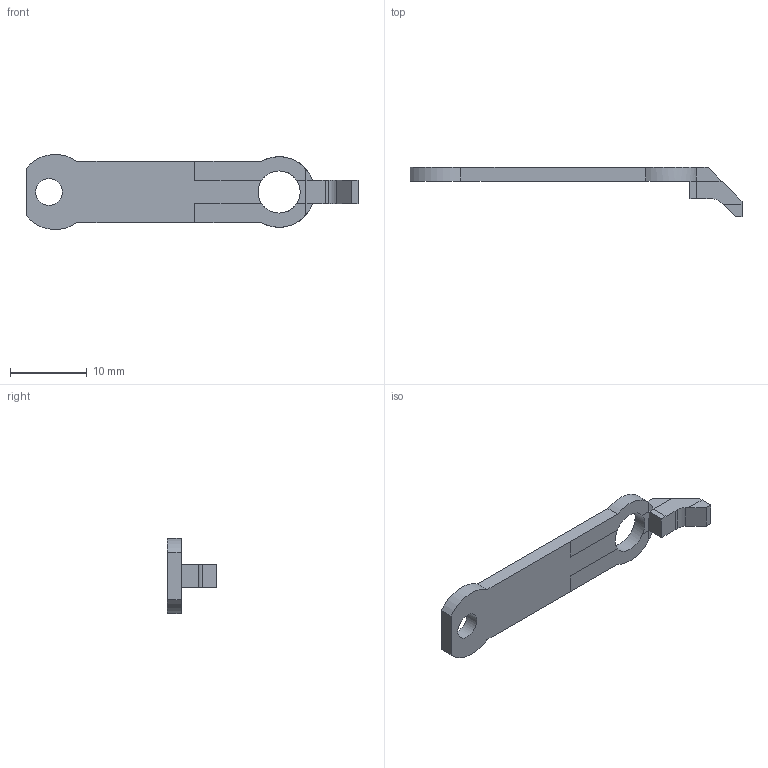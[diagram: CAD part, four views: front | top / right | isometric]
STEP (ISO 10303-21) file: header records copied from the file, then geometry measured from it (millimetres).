
FILE_DESCRIPTION(('FreeCAD Model'),'2;1');
FILE_NAME('Open CASCADE Shape Model','2023-09-04T17:15:08',(''),(''), 'Open CASCADE STEP processor 7.6','FreeCAD','Unknown');
FILE_SCHEMA(('AUTOMOTIVE_DESIGN { 1 0 10303 214 1 1 1 1 }'));
Length unit declared in the file: millimetre
Products named in the file (1): Pocket053032657
Bounding box: 43.29 x 6.4 x 9.79 mm (x, y, z)
Volume: 552.1 mm3; surface area: 846.1 mm2
Topology: 1 solids, 1 shells, 32 faces, 87 edges, 56 vertices
Faces by surface type: plane 25, cylinder 7
Full cylindrical faces by diameter (mm): 3.5 x1, 5.5 x1
Entity records: 2127 total; most frequent: CARTESIAN_POINT 468, DIRECTION 274, ORIENTED_EDGE 174, PCURVE 174, DEFINITIONAL_REPRESENTATION 174, LINE 157, VECTOR 157, EDGE_CURVE 87
